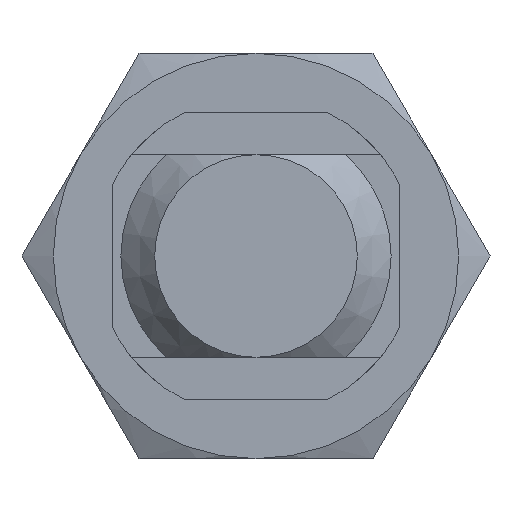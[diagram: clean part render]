
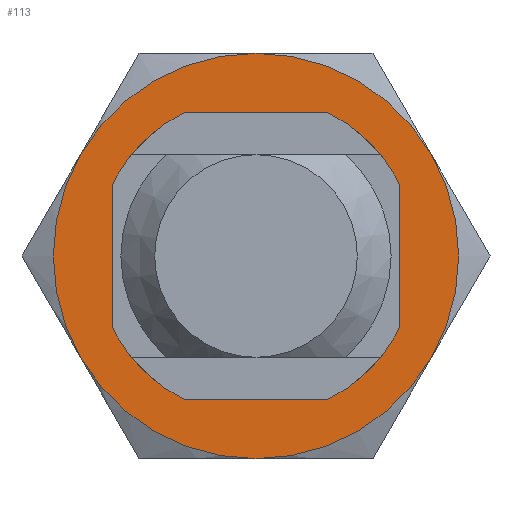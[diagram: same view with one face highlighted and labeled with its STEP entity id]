
A CAD part, left-side view. The second image highlights one B-rep face of the part: STEP entity #113.
In plain terms, the highlighted planar face has unit normal (-1, 0, 0).
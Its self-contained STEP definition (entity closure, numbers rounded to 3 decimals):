
#113 = ADVANCED_FACE ( 'NONE', ( #3804, #115 ), #753, .F. ) ;
#115 = FACE_OUTER_BOUND ( 'NONE', #550, .T. ) ;
#126 = CIRCLE ( 'NONE', #610, 12. ) ;
#142 = DIRECTION ( 'NONE',  ( 0., 0., -1. ) ) ;
#252 = CIRCLE ( 'NONE', #2528, 12. ) ;
#305 = CIRCLE ( 'NONE', #4274, 8. ) ;
#383 = DIRECTION ( 'NONE',  ( -1., 0., 0. ) ) ;
#399 = DIRECTION ( 'NONE',  ( 1., 0., 0. ) ) ;
#440 = CARTESIAN_POINT ( 'NONE',  ( 4., -10.392, -6. ) ) ;
#442 = CARTESIAN_POINT ( 'NONE',  ( 4., 0., 0. ) ) ;
#550 = EDGE_LOOP ( 'NONE', ( #4044, #1287, #4014, #1491, #2708, #2268 ) ) ;
#610 = AXIS2_PLACEMENT_3D ( 'NONE', #3459, #2421, #763 ) ;
#753 = PLANE ( 'NONE',  #3747 ) ;
#763 = DIRECTION ( 'NONE',  ( 0., 0., -1. ) ) ;
#772 = AXIS2_PLACEMENT_3D ( 'NONE', #906, #1931, #142 ) ;
#800 = CIRCLE ( 'NONE', #1936, 12. ) ;
#814 = AXIS2_PLACEMENT_3D ( 'NONE', #1401, #383, #1732 ) ;
#898 = CARTESIAN_POINT ( 'NONE',  ( 4., 0., -12. ) ) ;
#906 = CARTESIAN_POINT ( 'NONE',  ( 4., 0., 0. ) ) ;
#1133 = CARTESIAN_POINT ( 'NONE',  ( 4., 10.392, 6. ) ) ;
#1157 = CARTESIAN_POINT ( 'NONE',  ( 4., 0., 8. ) ) ;
#1242 = VERTEX_POINT ( 'NONE', #2143 ) ;
#1287 = ORIENTED_EDGE ( 'NONE', *, *, #2340, .T. ) ;
#1320 = EDGE_CURVE ( 'NONE', #1242, #2238, #2057, .T. ) ;
#1362 = AXIS2_PLACEMENT_3D ( 'NONE', #3641, #2292, #2884 ) ;
#1401 = CARTESIAN_POINT ( 'NONE',  ( 4., 0., 0. ) ) ;
#1432 = CIRCLE ( 'NONE', #1362, 12. ) ;
#1433 = ORIENTED_EDGE ( 'NONE', *, *, #1320, .F. ) ;
#1491 = ORIENTED_EDGE ( 'NONE', *, *, #3903, .T. ) ;
#1497 = VERTEX_POINT ( 'NONE', #1133 ) ;
#1524 = VERTEX_POINT ( 'NONE', #440 ) ;
#1584 = CARTESIAN_POINT ( 'NONE',  ( 4., 0., 0. ) ) ;
#1612 = CARTESIAN_POINT ( 'NONE',  ( 4., 0., 0. ) ) ;
#1732 = DIRECTION ( 'NONE',  ( 0., 0., -1. ) ) ;
#1930 = DIRECTION ( 'NONE',  ( 0., 0., -1. ) ) ;
#1931 = DIRECTION ( 'NONE',  ( -1., 0., 0. ) ) ;
#1936 = AXIS2_PLACEMENT_3D ( 'NONE', #1584, #3930, #3336 ) ;
#2044 = VERTEX_POINT ( 'NONE', #3964 ) ;
#2057 = CIRCLE ( 'NONE', #772, 8. ) ;
#2068 = DIRECTION ( 'NONE',  ( -1., 0., 0. ) ) ;
#2093 = DIRECTION ( 'NONE',  ( 0., -1., 0. ) ) ;
#2143 = CARTESIAN_POINT ( 'NONE',  ( 4., 0., -8. ) ) ;
#2238 = VERTEX_POINT ( 'NONE', #1157 ) ;
#2268 = ORIENTED_EDGE ( 'NONE', *, *, #3912, .T. ) ;
#2292 = DIRECTION ( 'NONE',  ( -1., 0., 0. ) ) ;
#2340 = EDGE_CURVE ( 'NONE', #1524, #2044, #4366, .T. ) ;
#2391 = EDGE_LOOP ( 'NONE', ( #1433, #3647 ) ) ;
#2421 = DIRECTION ( 'NONE',  ( -1., 0., 0. ) ) ;
#2528 = AXIS2_PLACEMENT_3D ( 'NONE', #4137, #4198, #2862 ) ;
#2645 = DIRECTION ( 'NONE',  ( -1., 0., 0. ) ) ;
#2708 = ORIENTED_EDGE ( 'NONE', *, *, #3600, .T. ) ;
#2724 = AXIS2_PLACEMENT_3D ( 'NONE', #1612, #2645, #1930 ) ;
#2833 = EDGE_CURVE ( 'NONE', #2044, #4004, #252, .T. ) ;
#2862 = DIRECTION ( 'NONE',  ( 0., 0., -1. ) ) ;
#2884 = DIRECTION ( 'NONE',  ( 0., 0., -1. ) ) ;
#2998 = CARTESIAN_POINT ( 'NONE',  ( 4., 10.392, -6. ) ) ;
#3005 = CARTESIAN_POINT ( 'NONE',  ( 4., 0., 12. ) ) ;
#3336 = DIRECTION ( 'NONE',  ( 0., 0., -1. ) ) ;
#3359 = CARTESIAN_POINT ( 'NONE',  ( 4., 0., 0. ) ) ;
#3459 = CARTESIAN_POINT ( 'NONE',  ( 4., 0., 0. ) ) ;
#3600 = EDGE_CURVE ( 'NONE', #1497, #4352, #126, .T. ) ;
#3641 = CARTESIAN_POINT ( 'NONE',  ( 4., 0., 0. ) ) ;
#3647 = ORIENTED_EDGE ( 'NONE', *, *, #3962, .F. ) ;
#3747 = AXIS2_PLACEMENT_3D ( 'NONE', #442, #399, #2093 ) ;
#3804 = FACE_BOUND ( 'NONE', #2391, .T. ) ;
#3861 = EDGE_CURVE ( 'NONE', #4258, #1524, #3920, .T. ) ;
#3903 = EDGE_CURVE ( 'NONE', #4004, #1497, #800, .T. ) ;
#3912 = EDGE_CURVE ( 'NONE', #4352, #4258, #1432, .T. ) ;
#3920 = CIRCLE ( 'NONE', #2724, 12. ) ;
#3930 = DIRECTION ( 'NONE',  ( -1., 0., 0. ) ) ;
#3962 = EDGE_CURVE ( 'NONE', #2238, #1242, #305, .T. ) ;
#3964 = CARTESIAN_POINT ( 'NONE',  ( 4., -10.392, 6. ) ) ;
#4004 = VERTEX_POINT ( 'NONE', #3005 ) ;
#4014 = ORIENTED_EDGE ( 'NONE', *, *, #2833, .T. ) ;
#4044 = ORIENTED_EDGE ( 'NONE', *, *, #3861, .T. ) ;
#4045 = DIRECTION ( 'NONE',  ( 0., 0., -1. ) ) ;
#4137 = CARTESIAN_POINT ( 'NONE',  ( 4., 0., 0. ) ) ;
#4198 = DIRECTION ( 'NONE',  ( -1., 0., 0. ) ) ;
#4258 = VERTEX_POINT ( 'NONE', #898 ) ;
#4274 = AXIS2_PLACEMENT_3D ( 'NONE', #3359, #2068, #4045 ) ;
#4352 = VERTEX_POINT ( 'NONE', #2998 ) ;
#4366 = CIRCLE ( 'NONE', #814, 12. ) ;
